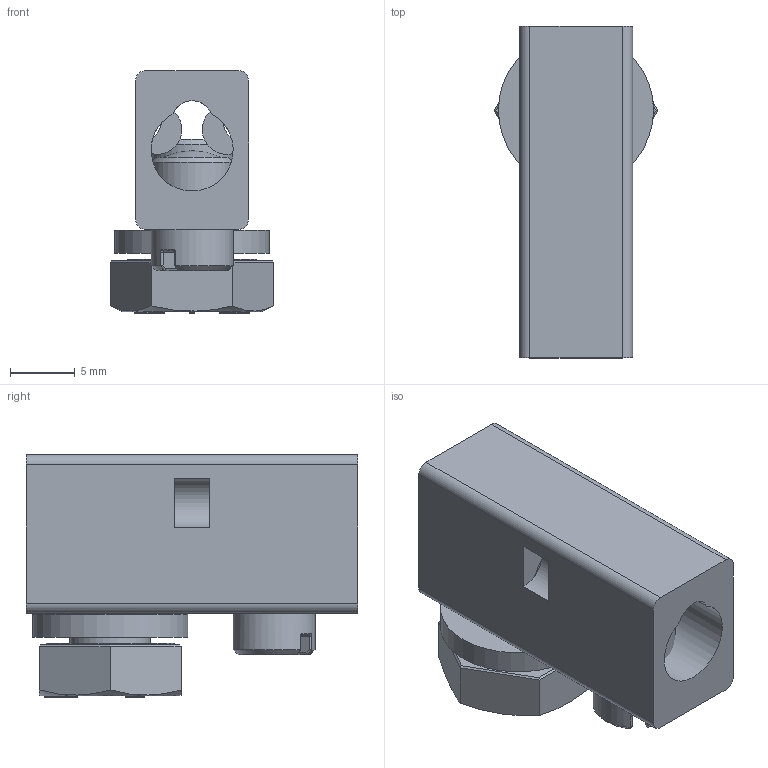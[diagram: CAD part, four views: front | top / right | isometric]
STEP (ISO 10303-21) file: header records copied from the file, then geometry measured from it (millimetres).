
FILE_DESCRIPTION(('FreeCAD Model'),'2;1');
FILE_NAME('Open CASCADE Shape Model','2021-12-10T15:54:57',('Author'),( ''),'Open CASCADE STEP processor 7.5','FreeCAD','Unknown');
FILE_SCHEMA(('AUTOMOTIVE_DESIGN { 1 0 10303 214 1 1 1 1 }'));
Length unit declared in the file: millimetre
Products named in the file (5): Unnamed; M6-Washer; 25F37HCS5T; P4; 14227
Assembly tree (4 placements, depth 2):
  Unnamed
    M6-Washer
    25F37HCS5T
    P4
    14227
Bounding box: 12.67 x 25.65 x 18.78 mm (x, y, z)
Volume: 2831.2 mm3; surface area: 2859.8 mm2
Topology: 4 solids, 4 shells, 143 faces, 362 edges, 226 vertices
Faces by surface type: plane 53, cylinder 53, torus 14, bspline 12, cone 10, sphere 1
Full cylindrical faces by diameter (mm): 5.359 x2, 6.223 x1, 6.35 x1, 6.4 x1, 9.906 x1, 12 x1
Entity records: 5319 total; most frequent: CARTESIAN_POINT 1743, ORIENTED_EDGE 722, DIRECTION 689, EDGE_CURVE 361, AXIS2_PLACEMENT_3D 277, VERTEX_POINT 226, FACE_BOUND 159, EDGE_LOOP 159
